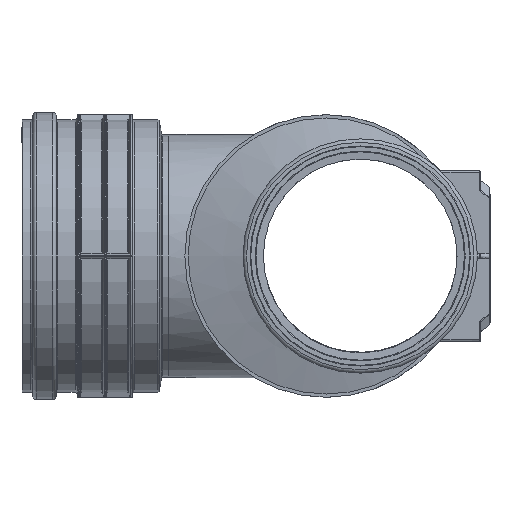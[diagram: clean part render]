
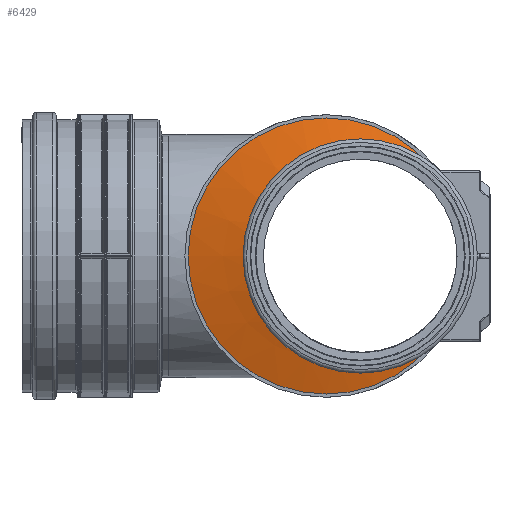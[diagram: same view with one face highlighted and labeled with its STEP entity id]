
A CAD part, left-side view. The second image highlights one B-rep face of the part: STEP entity #6429.
In plain terms, the highlighted conical face has half-angle 75 degrees and reference radius 158 mm.
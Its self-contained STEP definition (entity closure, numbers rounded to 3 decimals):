
#60=CONICAL_SURFACE('',#7068,158.,1.309);
#400=B_SPLINE_CURVE_WITH_KNOTS('',3,(#12215,#12216,#12217,#12218,#12219,
#12220,#12221,#12222,#12223,#12224,#12225,#12226,#12227,#12228,#12229,#12230,
#12231,#12232,#12233,#12234,#12235,#12236,#12237,#12238,#12239,#12240,#12241,
#12242,#12243,#12244,#12245,#12246,#12247,#12248,#12249,#12250,#12251,#12252,
#12253,#12254,#12255,#12256),.UNSPECIFIED.,.F.,.F.,(4,2,2,2,2,2,2,2,2,2,
2,2,2,2,2,2,2,2,2,2,4),(0.,2.05,4.099,6.149,
8.198,10.78,13.362,15.944,18.525,
21.906,25.287,28.668,32.049,34.008,
35.968,37.927,39.887,41.846,43.806,
45.765,47.725),.UNSPECIFIED.);
#401=B_SPLINE_CURVE_WITH_KNOTS('',3,(#12257,#12258,#12259,#12260,#12261,
#12262,#12263,#12264,#12265,#12266,#12267,#12268,#12269,#12270,#12271,#12272,
#12273,#12274,#12275,#12276,#12277,#12278,#12279,#12280,#12281,#12282,#12283,
#12284,#12285,#12286,#12287,#12288,#12289,#12290,#12291,#12292,#12293,#12294,
#12295,#12296,#12297,#12298),.UNSPECIFIED.,.F.,.F.,(4,2,2,2,2,2,2,2,2,2,
2,2,2,2,2,2,2,2,2,2,4),(47.725,49.684,51.644,
53.603,55.563,57.522,59.482,61.441,
63.401,66.782,70.163,73.544,76.924,
79.506,82.088,84.67,87.252,89.301,
91.351,93.4,95.45),.UNSPECIFIED.);
#704=FACE_OUTER_BOUND('',#1088,.T.);
#1088=EDGE_LOOP('',(#5205,#5206,#5207,#5208,#5209));
#1552=LINE('',#12213,#1921);
#1921=VECTOR('',#8530,158.);
#2212=CIRCLE('',#7069,210.55);
#2782=VERTEX_POINT('',#12210);
#2783=VERTEX_POINT('',#12212);
#2784=VERTEX_POINT('',#12214);
#3635=EDGE_CURVE('',#2782,#2782,#2212,.T.);
#3636=EDGE_CURVE('',#2782,#2783,#1552,.T.);
#3637=EDGE_CURVE('',#2784,#2783,#400,.T.);
#3638=EDGE_CURVE('',#2783,#2784,#401,.T.);
#5205=ORIENTED_EDGE('',*,*,#3635,.F.);
#5206=ORIENTED_EDGE('',*,*,#3636,.T.);
#5207=ORIENTED_EDGE('',*,*,#3637,.F.);
#5208=ORIENTED_EDGE('',*,*,#3638,.F.);
#5209=ORIENTED_EDGE('',*,*,#3636,.F.);
#6429=ADVANCED_FACE('',(#704),#60,.T.);
#7068=AXIS2_PLACEMENT_3D('',#12209,#8526,#8527);
#7069=AXIS2_PLACEMENT_3D('',#12211,#8528,#8529);
#8526=DIRECTION('center_axis',(0.,-1.,0.));
#8527=DIRECTION('ref_axis',(1.,0.,0.));
#8528=DIRECTION('center_axis',(0.,-1.,0.));
#8529=DIRECTION('ref_axis',(1.,0.,0.));
#8530=DIRECTION('',(0.966,0.259,0.));
#12209=CARTESIAN_POINT('Origin',(52.,37.081,0.));
#12210=CARTESIAN_POINT('',(-158.55,23.,0.));
#12211=CARTESIAN_POINT('Origin',(52.,23.,0.));
#12212=CARTESIAN_POINT('',(-157.45,23.295,0.));
#12213=CARTESIAN_POINT('',(-106.,37.081,0.));
#12214=CARTESIAN_POINT('',(157.45,51.161,0.));
#12215=CARTESIAN_POINT('Ctrl Pts',(157.45,51.161,0.));
#12216=CARTESIAN_POINT('Ctrl Pts',(157.45,51.161,-6.832));
#12217=CARTESIAN_POINT('Ctrl Pts',(156.998,51.102,-13.954));
#12218=CARTESIAN_POINT('Ctrl Pts',(155.05,50.846,-28.328));
#12219=CARTESIAN_POINT('Ctrl Pts',(153.555,50.65,-35.58));
#12220=CARTESIAN_POINT('Ctrl Pts',(149.552,50.135,-49.79));
#12221=CARTESIAN_POINT('Ctrl Pts',(147.044,49.816,-56.754));
#12222=CARTESIAN_POINT('Ctrl Pts',(141.21,49.089,-70.019));
#12223=CARTESIAN_POINT('Ctrl Pts',(137.885,48.682,-76.321));
#12224=CARTESIAN_POINT('Ctrl Pts',(129.847,47.719,-89.466));
#12225=CARTESIAN_POINT('Ctrl Pts',(124.588,47.103,-96.697));
#12226=CARTESIAN_POINT('Ctrl Pts',(112.687,45.756,-110.337));
#12227=CARTESIAN_POINT('Ctrl Pts',(106.044,45.025,-116.745));
#12228=CARTESIAN_POINT('Ctrl Pts',(91.749,43.507,-128.285));
#12229=CARTESIAN_POINT('Ctrl Pts',(84.086,42.718,-133.423));
#12230=CARTESIAN_POINT('Ctrl Pts',(68.258,41.142,-142.173));
#12231=CARTESIAN_POINT('Ctrl Pts',(60.091,40.354,-145.784));
#12232=CARTESIAN_POINT('Ctrl Pts',(41.404,38.602,-152.323));
#12233=CARTESIAN_POINT('Ctrl Pts',(30.093,37.58,-154.989));
#12234=CARTESIAN_POINT('Ctrl Pts',(6.88,35.557,-157.733));
#12235=CARTESIAN_POINT('Ctrl Pts',(-5.02,34.557,-157.813));
#12236=CARTESIAN_POINT('Ctrl Pts',(-28.517,32.642,-155.296));
#12237=CARTESIAN_POINT('Ctrl Pts',(-40.136,31.726,-152.697));
#12238=CARTESIAN_POINT('Ctrl Pts',(-62.26,30.024,-145.09));
#12239=CARTESIAN_POINT('Ctrl Pts',(-72.764,29.239,-140.08));
#12240=CARTESIAN_POINT('Ctrl Pts',(-87.907,28.128,-130.788));
#12241=CARTESIAN_POINT('Ctrl Pts',(-93.313,27.736,-126.993));
#12242=CARTESIAN_POINT('Ctrl Pts',(-103.672,26.993,-118.687));
#12243=CARTESIAN_POINT('Ctrl Pts',(-108.626,26.641,-114.175));
#12244=CARTESIAN_POINT('Ctrl Pts',(-117.953,25.986,-104.511));
#12245=CARTESIAN_POINT('Ctrl Pts',(-122.327,25.681,-99.359));
#12246=CARTESIAN_POINT('Ctrl Pts',(-130.389,25.124,-88.515));
#12247=CARTESIAN_POINT('Ctrl Pts',(-134.077,24.871,-82.824));
#12248=CARTESIAN_POINT('Ctrl Pts',(-140.686,24.421,-71.019));
#12249=CARTESIAN_POINT('Ctrl Pts',(-143.612,24.223,-64.899));
#12250=CARTESIAN_POINT('Ctrl Pts',(-148.645,23.883,-52.354));
#12251=CARTESIAN_POINT('Ctrl Pts',(-150.752,23.742,-45.928));
#12252=CARTESIAN_POINT('Ctrl Pts',(-154.118,23.517,-32.915));
#12253=CARTESIAN_POINT('Ctrl Pts',(-155.376,23.433,-26.326));
#12254=CARTESIAN_POINT('Ctrl Pts',(-157.042,23.322,-13.134));
#12255=CARTESIAN_POINT('Ctrl Pts',(-157.45,23.295,-6.532));
#12256=CARTESIAN_POINT('Ctrl Pts',(-157.45,23.295,0.));
#12257=CARTESIAN_POINT('Ctrl Pts',(-157.45,23.295,0.));
#12258=CARTESIAN_POINT('Ctrl Pts',(-157.45,23.295,6.532));
#12259=CARTESIAN_POINT('Ctrl Pts',(-157.042,23.322,13.134));
#12260=CARTESIAN_POINT('Ctrl Pts',(-155.376,23.433,26.326));
#12261=CARTESIAN_POINT('Ctrl Pts',(-154.118,23.517,32.915));
#12262=CARTESIAN_POINT('Ctrl Pts',(-150.752,23.742,45.928));
#12263=CARTESIAN_POINT('Ctrl Pts',(-148.645,23.883,52.354));
#12264=CARTESIAN_POINT('Ctrl Pts',(-143.612,24.223,64.899));
#12265=CARTESIAN_POINT('Ctrl Pts',(-140.686,24.421,71.019));
#12266=CARTESIAN_POINT('Ctrl Pts',(-134.077,24.871,82.824));
#12267=CARTESIAN_POINT('Ctrl Pts',(-130.389,25.124,88.515));
#12268=CARTESIAN_POINT('Ctrl Pts',(-122.327,25.681,99.359));
#12269=CARTESIAN_POINT('Ctrl Pts',(-117.953,25.986,104.511));
#12270=CARTESIAN_POINT('Ctrl Pts',(-108.626,26.641,114.175));
#12271=CARTESIAN_POINT('Ctrl Pts',(-103.672,26.993,118.687));
#12272=CARTESIAN_POINT('Ctrl Pts',(-93.313,27.736,126.993));
#12273=CARTESIAN_POINT('Ctrl Pts',(-87.907,28.128,130.788));
#12274=CARTESIAN_POINT('Ctrl Pts',(-72.764,29.239,140.08));
#12275=CARTESIAN_POINT('Ctrl Pts',(-62.26,30.024,145.09));
#12276=CARTESIAN_POINT('Ctrl Pts',(-40.136,31.726,152.697));
#12277=CARTESIAN_POINT('Ctrl Pts',(-28.517,32.642,155.296));
#12278=CARTESIAN_POINT('Ctrl Pts',(-5.02,34.557,157.813));
#12279=CARTESIAN_POINT('Ctrl Pts',(6.88,35.557,157.733));
#12280=CARTESIAN_POINT('Ctrl Pts',(30.093,37.58,154.989));
#12281=CARTESIAN_POINT('Ctrl Pts',(41.404,38.602,152.323));
#12282=CARTESIAN_POINT('Ctrl Pts',(60.091,40.354,145.784));
#12283=CARTESIAN_POINT('Ctrl Pts',(68.258,41.142,142.173));
#12284=CARTESIAN_POINT('Ctrl Pts',(84.086,42.718,133.423));
#12285=CARTESIAN_POINT('Ctrl Pts',(91.749,43.507,128.285));
#12286=CARTESIAN_POINT('Ctrl Pts',(106.044,45.025,116.745));
#12287=CARTESIAN_POINT('Ctrl Pts',(112.687,45.756,110.337));
#12288=CARTESIAN_POINT('Ctrl Pts',(124.588,47.103,96.697));
#12289=CARTESIAN_POINT('Ctrl Pts',(129.847,47.719,89.466));
#12290=CARTESIAN_POINT('Ctrl Pts',(137.885,48.682,76.321));
#12291=CARTESIAN_POINT('Ctrl Pts',(141.21,49.089,70.019));
#12292=CARTESIAN_POINT('Ctrl Pts',(147.044,49.816,56.754));
#12293=CARTESIAN_POINT('Ctrl Pts',(149.552,50.135,49.79));
#12294=CARTESIAN_POINT('Ctrl Pts',(153.555,50.65,35.58));
#12295=CARTESIAN_POINT('Ctrl Pts',(155.05,50.846,28.328));
#12296=CARTESIAN_POINT('Ctrl Pts',(156.998,51.102,13.954));
#12297=CARTESIAN_POINT('Ctrl Pts',(157.45,51.161,6.832));
#12298=CARTESIAN_POINT('Ctrl Pts',(157.45,51.161,0.));
